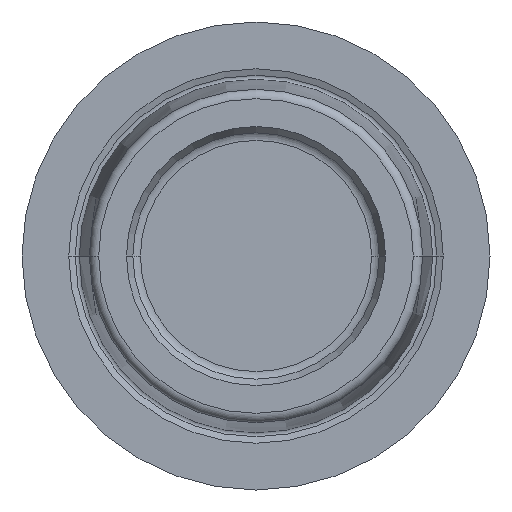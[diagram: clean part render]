
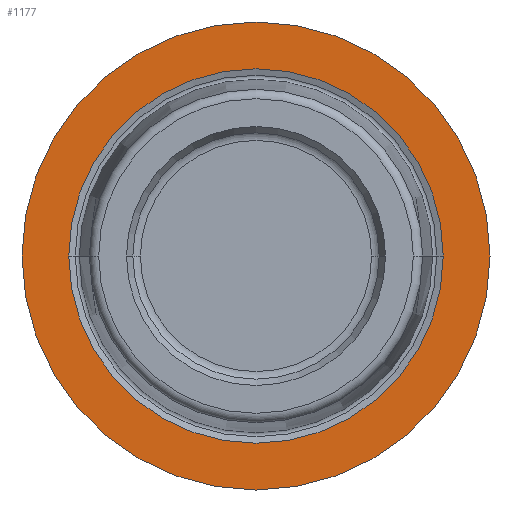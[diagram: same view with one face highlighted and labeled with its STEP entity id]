
A CAD part, left-side view. The second image highlights one B-rep face of the part: STEP entity #1177.
In plain terms, the highlighted planar face has unit normal (-1, 0, 0).
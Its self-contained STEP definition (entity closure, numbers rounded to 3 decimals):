
#294=CARTESIAN_POINT('',(0.,0.,0.));
#295=DIRECTION('',(1.,0.,0.));
#296=DIRECTION('',(0.,1.,0.));
#297=AXIS2_PLACEMENT_3D('',#294,#295,#296);
#299=CARTESIAN_POINT('',(0.,0.,0.));
#300=DIRECTION('',(-1.,0.,0.));
#301=DIRECTION('',(0.,1.,0.));
#302=AXIS2_PLACEMENT_3D('',#299,#300,#301);
#304=CARTESIAN_POINT('',(0.,0.,0.));
#305=DIRECTION('',(-1.,0.,0.));
#306=DIRECTION('',(0.,-1.,0.));
#307=AXIS2_PLACEMENT_3D('',#304,#305,#306);
#309=CARTESIAN_POINT('',(0.,0.,0.));
#310=DIRECTION('',(-1.,0.,0.));
#311=DIRECTION('',(0.,1.,0.));
#312=AXIS2_PLACEMENT_3D('',#309,#310,#311);
#602=CARTESIAN_POINT('',(0.,-16.004,0.));
#603=VERTEX_POINT('',#602);
#604=CARTESIAN_POINT('',(0.,16.004,0.));
#605=VERTEX_POINT('',#604);
#654=CARTESIAN_POINT('',(0.,20.,0.));
#655=CARTESIAN_POINT('',(0.,-20.,0.));
#656=VERTEX_POINT('',#654);
#657=VERTEX_POINT('',#655);
#1162=CARTESIAN_POINT('',(0.,0.,0.));
#1163=DIRECTION('',(1.,0.,0.));
#1164=DIRECTION('',(0.,-1.,0.));
#1165=AXIS2_PLACEMENT_3D('',#1162,#1163,#1164);
#1166=PLANE('',#1165);
#1168=ORIENTED_EDGE('',*,*,#1167,.T.);
#1170=ORIENTED_EDGE('',*,*,#1169,.F.);
#1171=EDGE_LOOP('',(#1168,#1170));
#1172=FACE_OUTER_BOUND('',#1171,.F.);
#1173=ORIENTED_EDGE('',*,*,#1144,.T.);
#1174=ORIENTED_EDGE('',*,*,#1155,.T.);
#1175=EDGE_LOOP('',(#1173,#1174));
#1176=FACE_BOUND('',#1175,.F.);
#1177=ADVANCED_FACE('',(#1172,#1176),#1166,.F.);
#298=CIRCLE('',#297,20.);
#303=CIRCLE('',#302,20.);
#308=CIRCLE('',#307,16.004);
#313=CIRCLE('',#312,16.004);
#1144=EDGE_CURVE('',#603,#605,#308,.T.);
#1155=EDGE_CURVE('',#605,#603,#313,.T.);
#1167=EDGE_CURVE('',#656,#657,#298,.T.);
#1169=EDGE_CURVE('',#656,#657,#303,.T.);
